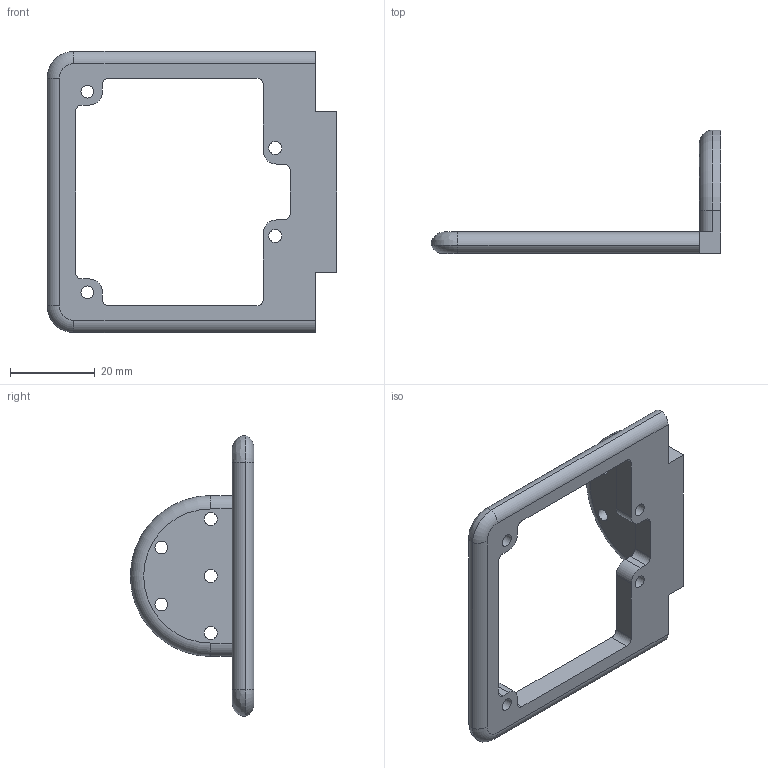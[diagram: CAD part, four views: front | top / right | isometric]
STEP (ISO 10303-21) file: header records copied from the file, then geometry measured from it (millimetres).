
FILE_DESCRIPTION(/* description */ (''),/* implementation_level */ '2;1');
FILE_NAME(/* name */ 'PixyCamMount.stp',/* time_stamp */ '2018-12-14T19:54:39-05:00',/* author */ ('anirudh'),/* organization */ (''),/* preprocessor_version */ 'ST-DEVELOPER v16.13',/* originating_system */ 'Autodesk Inventor 2018',/* authorisation */ '');
FILE_SCHEMA (('AUTOMOTIVE_DESIGN { 1 0 10303 214 3 1 1 }'));
Length unit declared in the file: inch
Products named in the file (1): PixyCamMount
Bounding box: 68.58 x 29.21 x 66.55 mm (x, y, z)
Volume: 12875.4 mm3; surface area: 7779.6 mm2
Topology: 1 solids, 1 shells, 55 faces, 153 edges, 100 vertices
Faces by surface type: cylinder 30, plane 20, torus 3, bspline 2
Full cylindrical faces by diameter (mm): 3.048 x9
Entity records: 1830 total; most frequent: DIRECTION 319, CARTESIAN_POINT 316, ORIENTED_EDGE 288, EDGE_CURVE 144, AXIS2_PLACEMENT_3D 121, VERTEX_POINT 100, EDGE_LOOP 84, LINE 77
